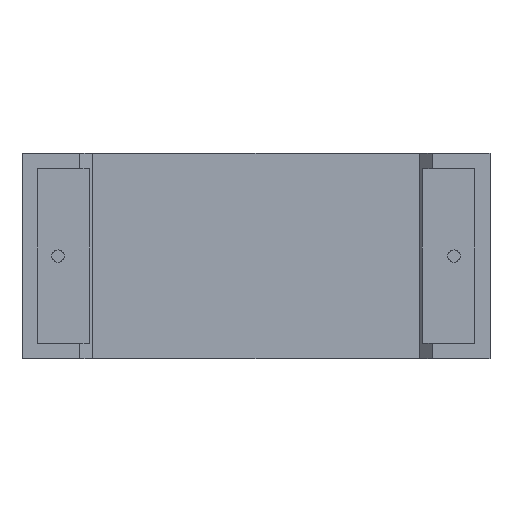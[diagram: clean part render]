
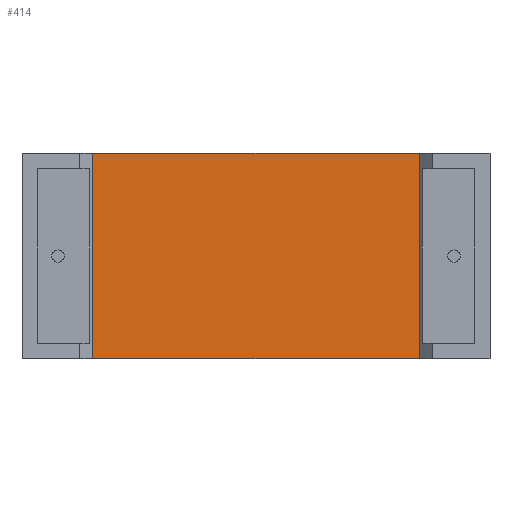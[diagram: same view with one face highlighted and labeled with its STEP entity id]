
A CAD part, front view. The second image highlights one B-rep face of the part: STEP entity #414.
In plain terms, the highlighted planar face has unit normal (0, -1, 0).
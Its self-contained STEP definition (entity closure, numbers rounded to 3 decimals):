
#157 = DIRECTION ( 'NONE',  ( 0., 0., 1. ) ) ;
#161 = EDGE_CURVE ( 'NONE', #876, #2675, #866, .T. ) ;
#166 = CARTESIAN_POINT ( 'NONE',  ( 27.597, 0.976, 14.3 ) ) ;
#183 = CARTESIAN_POINT ( 'NONE',  ( 27.597, 0.976, 0. ) ) ;
#258 = DIRECTION ( 'NONE',  ( -1., 0., 0. ) ) ;
#331 = ORIENTED_EDGE ( 'NONE', *, *, #2548, .F. ) ;
#414 = ADVANCED_FACE ( 'NONE', ( #768 ), #2760, .F. ) ;
#459 = CARTESIAN_POINT ( 'NONE',  ( 16.25, 0.976, 0. ) ) ;
#465 = EDGE_CURVE ( 'NONE', #876, #2383, #1873, .T. ) ;
#546 = VECTOR ( 'NONE', #2772, 1000. ) ;
#708 = CARTESIAN_POINT ( 'NONE',  ( 16.25, 0.976, 0. ) ) ;
#768 = FACE_OUTER_BOUND ( 'NONE', #1750, .T. ) ;
#803 = CARTESIAN_POINT ( 'NONE',  ( 4.903, 0.976, 14.3 ) ) ;
#866 = LINE ( 'NONE', #183, #1425 ) ;
#876 = VERTEX_POINT ( 'NONE', #3039 ) ;
#914 = DIRECTION ( 'NONE',  ( 0., 1., 0. ) ) ;
#1139 = AXIS2_PLACEMENT_3D ( 'NONE', #708, #914, #258 ) ;
#1243 = VECTOR ( 'NONE', #3059, 1000. ) ;
#1320 = CARTESIAN_POINT ( 'NONE',  ( 4.903, 0.976, 0. ) ) ;
#1412 = CARTESIAN_POINT ( 'NONE',  ( 16.25, 0.976, 14.3 ) ) ;
#1425 = VECTOR ( 'NONE', #157, 1000. ) ;
#1441 = DIRECTION ( 'NONE',  ( -1., 0., 0. ) ) ;
#1572 = CARTESIAN_POINT ( 'NONE',  ( 4.903, 0.976, 0. ) ) ;
#1586 = LINE ( 'NONE', #1572, #546 ) ;
#1750 = EDGE_LOOP ( 'NONE', ( #2794, #331, #2265, #2263 ) ) ;
#1785 = VERTEX_POINT ( 'NONE', #803 ) ;
#1873 = LINE ( 'NONE', #459, #2323 ) ;
#2263 = ORIENTED_EDGE ( 'NONE', *, *, #161, .T. ) ;
#2265 = ORIENTED_EDGE ( 'NONE', *, *, #465, .F. ) ;
#2323 = VECTOR ( 'NONE', #1441, 1000. ) ;
#2347 = LINE ( 'NONE', #1412, #1243 ) ;
#2383 = VERTEX_POINT ( 'NONE', #1320 ) ;
#2548 = EDGE_CURVE ( 'NONE', #2383, #1785, #1586, .T. ) ;
#2675 = VERTEX_POINT ( 'NONE', #166 ) ;
#2760 = PLANE ( 'NONE',  #1139 ) ;
#2772 = DIRECTION ( 'NONE',  ( 0., 0., 1. ) ) ;
#2794 = ORIENTED_EDGE ( 'NONE', *, *, #2803, .T. ) ;
#2803 = EDGE_CURVE ( 'NONE', #2675, #1785, #2347, .T. ) ;
#3039 = CARTESIAN_POINT ( 'NONE',  ( 27.597, 0.976, 0. ) ) ;
#3059 = DIRECTION ( 'NONE',  ( -1., 0., 0. ) ) ;
